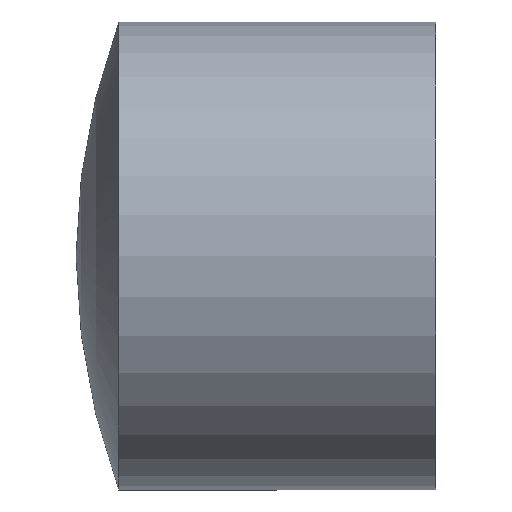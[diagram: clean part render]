
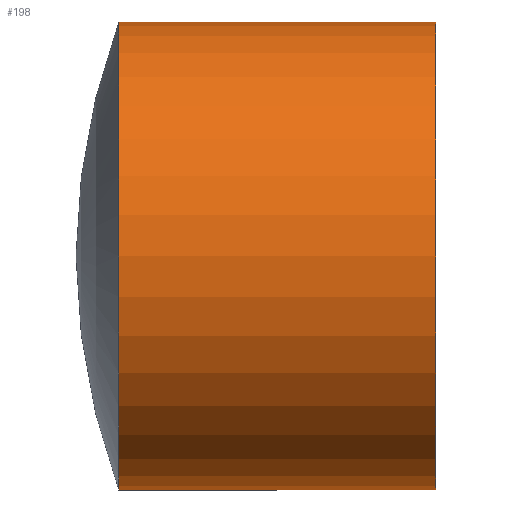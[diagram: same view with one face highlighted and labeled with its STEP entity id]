
A CAD part, left-side view. The second image highlights one B-rep face of the part: STEP entity #198.
In plain terms, the highlighted cylindrical face has radius 80 mm (diameter 160 mm), a partial arc.
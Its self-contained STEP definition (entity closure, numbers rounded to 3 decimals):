
#13 = ORIENTED_EDGE ( 'NONE', *, *, #281, .T. ) ;
#25 = DIRECTION ( 'NONE',  ( 0., 0., -1. ) ) ;
#40 = CARTESIAN_POINT ( 'NONE',  ( 0., 0., -80. ) ) ;
#41 = DIRECTION ( 'NONE',  ( 0., 0., -1. ) ) ;
#45 = EDGE_CURVE ( 'NONE', #91, #276, #259, .T. ) ;
#50 = CARTESIAN_POINT ( 'NONE',  ( 0., 0., -80. ) ) ;
#60 = AXIS2_PLACEMENT_3D ( 'NONE', #157, #244, #25 ) ;
#63 = EDGE_CURVE ( 'NONE', #236, #196, #220, .T. ) ;
#69 = CIRCLE ( 'NONE', #60, 80. ) ;
#71 = DIRECTION ( 'NONE',  ( 0., -1., 0. ) ) ;
#89 = EDGE_CURVE ( 'NONE', #196, #276, #137, .T. ) ;
#90 = EDGE_LOOP ( 'NONE', ( #232, #13, #113, #215 ) ) ;
#91 = VERTEX_POINT ( 'NONE', #149 ) ;
#94 = DIRECTION ( 'NONE',  ( 0., -1., 0. ) ) ;
#96 = FACE_OUTER_BOUND ( 'NONE', #90, .T. ) ;
#104 = AXIS2_PLACEMENT_3D ( 'NONE', #284, #71, #182 ) ;
#113 = ORIENTED_EDGE ( 'NONE', *, *, #45, .T. ) ;
#132 = AXIS2_PLACEMENT_3D ( 'NONE', #178, #260, #41 ) ;
#137 = CIRCLE ( 'NONE', #132, 80. ) ;
#148 = DIRECTION ( 'NONE',  ( 0., -1., 0. ) ) ;
#149 = CARTESIAN_POINT ( 'NONE',  ( 0., 108.446, -80. ) ) ;
#150 = VECTOR ( 'NONE', #94, 1000. ) ;
#156 = VECTOR ( 'NONE', #148, 1000. ) ;
#157 = CARTESIAN_POINT ( 'NONE',  ( 0., 108.446, 0. ) ) ;
#178 = CARTESIAN_POINT ( 'NONE',  ( 0., 0., 0. ) ) ;
#182 = DIRECTION ( 'NONE',  ( 0., 0., -1. ) ) ;
#196 = VERTEX_POINT ( 'NONE', #305 ) ;
#198 = ADVANCED_FACE ( 'NONE', ( #96 ), #202, .T. ) ;
#202 = CYLINDRICAL_SURFACE ( 'NONE', #104, 80. ) ;
#215 = ORIENTED_EDGE ( 'NONE', *, *, #89, .F. ) ;
#220 = LINE ( 'NONE', #301, #150 ) ;
#232 = ORIENTED_EDGE ( 'NONE', *, *, #63, .F. ) ;
#236 = VERTEX_POINT ( 'NONE', #243 ) ;
#243 = CARTESIAN_POINT ( 'NONE',  ( 0., 108.446, 80. ) ) ;
#244 = DIRECTION ( 'NONE',  ( 0., -1., 0. ) ) ;
#259 = LINE ( 'NONE', #40, #156 ) ;
#260 = DIRECTION ( 'NONE',  ( 0., -1., 0. ) ) ;
#276 = VERTEX_POINT ( 'NONE', #50 ) ;
#281 = EDGE_CURVE ( 'NONE', #236, #91, #69, .T. ) ;
#284 = CARTESIAN_POINT ( 'NONE',  ( 0., 0., 0. ) ) ;
#301 = CARTESIAN_POINT ( 'NONE',  ( 0., 0., 80. ) ) ;
#305 = CARTESIAN_POINT ( 'NONE',  ( 0., 0., 80. ) ) ;
